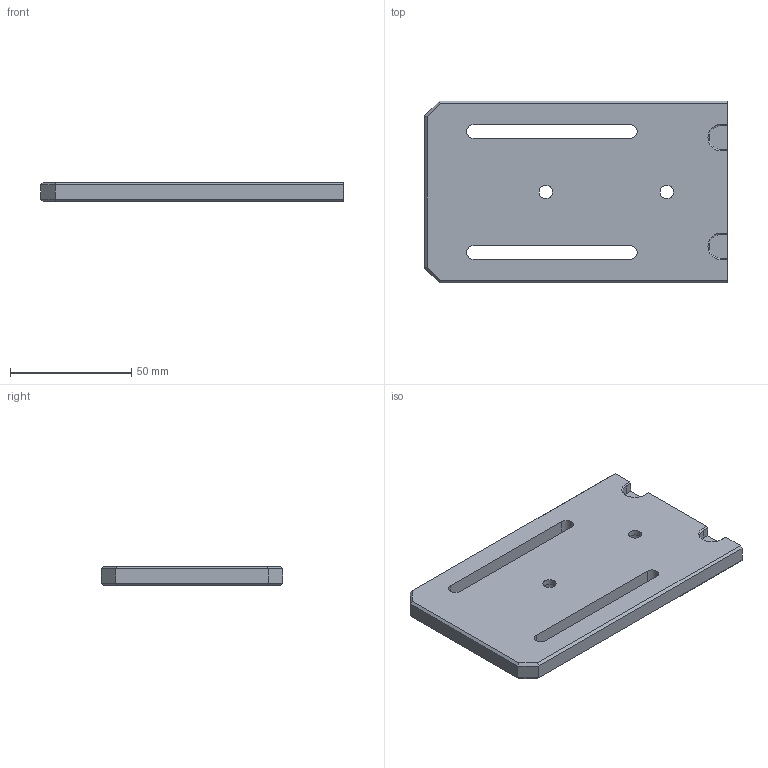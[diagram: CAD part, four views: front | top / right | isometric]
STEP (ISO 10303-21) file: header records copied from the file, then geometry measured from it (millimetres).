
FILE_DESCRIPTION(/* description */ ('Base Guias','CAx-IF Rec.Pracs.---Representation and Presentation of Product Manufacturing Information (PMI)---4.0---2014-10-13'),/* implementation_level */ '2;1');
FILE_NAME(/* name */ 'MD03-012-1108-1102.stp',/* time_stamp */ '2025-09-03T13:17:07-04:00',/* author */ ('wandr'),/* organization */ ('ELGIN'),/* preprocessor_version */ 'ST-DEVELOPER v20.1',/* originating_system */ 'Autodesk Inventor 2026',/* authorisation */ '');
FILE_SCHEMA (('AP242_MANAGED_MODEL_BASED_3D_ENGINEERING_MIM_LF { 1 0 10303 442 2 1 4 }'));
Length unit declared in the file: millimetre
Products named in the file (1): MD03-012-1108-1102
Bounding box: 125 x 75 x 8 mm (x, y, z)
Volume: 66277.7 mm3; surface area: 23055.1 mm2
Topology: 1 solids, 1 shells, 65 faces, 160 edges, 99 vertices
Faces by surface type: plane 38, cone 14, cylinder 13
Full cylindrical faces by diameter (mm): 3.242 x3, 5.5 x2, 10 x2
Entity records: 2229 total; most frequent: CARTESIAN_POINT 396, DIRECTION 375, ORIENTED_EDGE 314, EDGE_CURVE 157, AXIS2_PLACEMENT_3D 130, LINE 115, VECTOR 115, VERTEX_POINT 99
